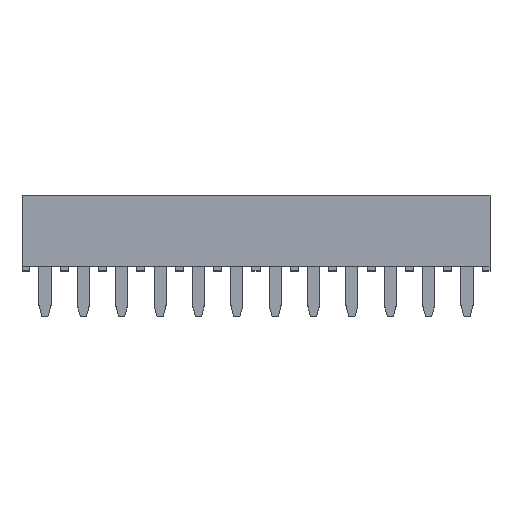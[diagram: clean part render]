
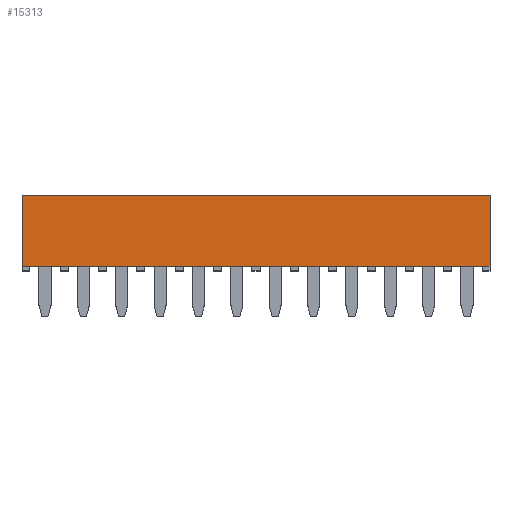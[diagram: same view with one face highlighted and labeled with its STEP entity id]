
A CAD part, top view. The second image highlights one B-rep face of the part: STEP entity #15313.
In plain terms, the highlighted planar face has unit normal (0, 0, 1).
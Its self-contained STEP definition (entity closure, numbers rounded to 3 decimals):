
#589=FACE_OUTER_BOUND('',#1494,.T.);
#1494=EDGE_LOOP('',(#10633,#10634,#10635,#10636));
#2412=LINE('',#20904,#4524);
#2426=LINE('',#20932,#4538);
#2667=LINE('',#21437,#4779);
#2763=LINE('',#21641,#4875);
#4524=VECTOR('',#17017,10.);
#4538=VECTOR('',#17039,51.3);
#4779=VECTOR('',#17330,4.7);
#4875=VECTOR('',#17548,51.3);
#6630=VERTEX_POINT('',#20890);
#6636=VERTEX_POINT('',#20902);
#6646=VERTEX_POINT('',#20931);
#6885=VERTEX_POINT('',#21436);
#8012=EDGE_CURVE('',#6630,#6636,#2412,.T.);
#8026=EDGE_CURVE('',#6646,#6630,#2426,.T.);
#8267=EDGE_CURVE('',#6885,#6646,#2667,.T.);
#8363=EDGE_CURVE('',#6885,#6636,#2763,.T.);
#10633=ORIENTED_EDGE('',*,*,#8012,.T.);
#10634=ORIENTED_EDGE('',*,*,#8363,.F.);
#10635=ORIENTED_EDGE('',*,*,#8267,.T.);
#10636=ORIENTED_EDGE('',*,*,#8026,.T.);
#14431=PLANE('',#16211);
#15313=ADVANCED_FACE('',(#589),#14431,.T.);
#16211=AXIS2_PLACEMENT_3D('',#21640,#17546,#17547);
#17017=DIRECTION('',(0.,1.,0.));
#17039=DIRECTION('',(1.,0.,0.));
#17330=DIRECTION('',(0.,-1.,0.));
#17546=DIRECTION('center_axis',(0.,0.,1.));
#17547=DIRECTION('ref_axis',(0.,-1.,0.));
#17548=DIRECTION('',(1.,0.,0.));
#20890=CARTESIAN_POINT('',(29.46,0.3,8.87));
#20902=CARTESIAN_POINT('',(29.46,5.,8.87));
#20904=CARTESIAN_POINT('',(29.46,3.9,8.87));
#20931=CARTESIAN_POINT('',(-1.52,0.3,8.87));
#20932=CARTESIAN_POINT('',(-1.52,0.3,8.87));
#21436=CARTESIAN_POINT('',(-1.52,5.,8.87));
#21437=CARTESIAN_POINT('',(-1.52,5.,8.87));
#21640=CARTESIAN_POINT('Origin',(-1.52,5.,8.87));
#21641=CARTESIAN_POINT('',(-1.52,5.,8.87));
